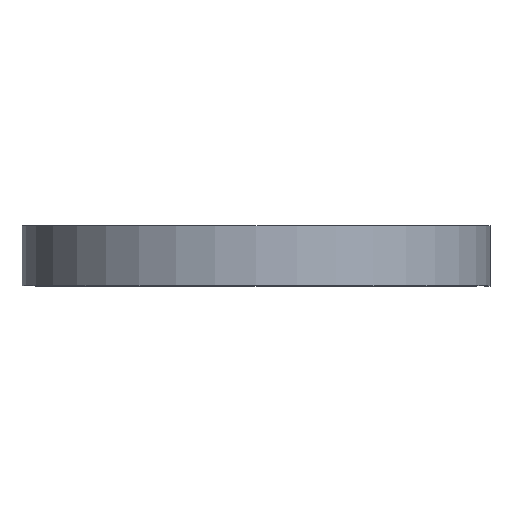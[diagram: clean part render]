
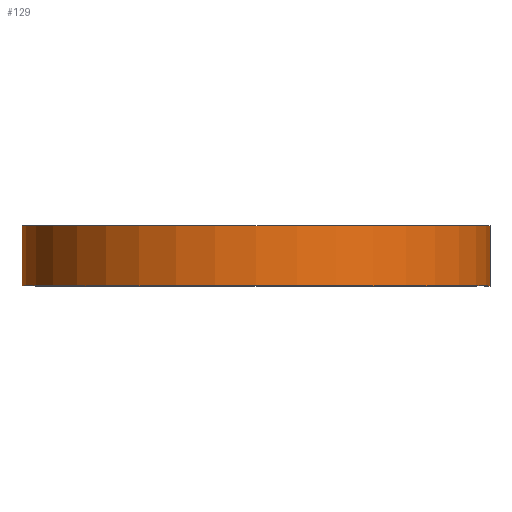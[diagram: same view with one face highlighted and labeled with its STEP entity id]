
A CAD part, top view. The second image highlights one B-rep face of the part: STEP entity #129.
In plain terms, the highlighted cylindrical face has radius 49.632 mm (diameter 99.263 mm), a partial arc.
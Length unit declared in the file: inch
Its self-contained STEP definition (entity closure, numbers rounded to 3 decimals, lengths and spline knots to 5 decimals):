
#9 = DIRECTION ( 'NONE',  ( 1., 0., 0. ) ) ;
#11 = CARTESIAN_POINT ( 'NONE',  ( 1.954, 0.25, 0. ) ) ;
#50 = CARTESIAN_POINT ( 'NONE',  ( 0., 0.25, 0. ) ) ;
#51 = EDGE_CURVE ( 'NONE', #201, #154, #597, .T. ) ;
#84 = DIRECTION ( 'NONE',  ( 1., 0., 0. ) ) ;
#86 = EDGE_CURVE ( 'NONE', #201, #699, #586, .T. ) ;
#102 = EDGE_CURVE ( 'NONE', #154, #689, #584, .T. ) ;
#108 = DIRECTION ( 'NONE',  ( 0., -1., 0. ) ) ;
#111 = AXIS2_PLACEMENT_3D ( 'NONE', #50, #112, #84 ) ;
#112 = DIRECTION ( 'NONE',  ( 0., 1., 0. ) ) ;
#113 = DIRECTION ( 'NONE',  ( 0., 0., -1. ) ) ;
#129 = ADVANCED_FACE ( 'NONE', ( #567 ), #547, .T. ) ;
#154 = VERTEX_POINT ( 'NONE', #244 ) ;
#167 = DIRECTION ( 'NONE',  ( 0., 1., 0. ) ) ;
#170 = VECTOR ( 'NONE', #594, 39.37008 ) ;
#172 = LINE ( 'NONE', #11, #170 ) ;
#198 = CARTESIAN_POINT ( 'NONE',  ( 0., 0.25, 0. ) ) ;
#201 = VERTEX_POINT ( 'NONE', #375 ) ;
#244 = CARTESIAN_POINT ( 'NONE',  ( 0., -0.25, -1.954 ) ) ;
#325 = AXIS2_PLACEMENT_3D ( 'NONE', #677, #167, #9 ) ;
#375 = CARTESIAN_POINT ( 'NONE',  ( 0., 0.25, -1.954 ) ) ;
#419 = AXIS2_PLACEMENT_3D ( 'NONE', #198, #108, #113 ) ;
#423 = CARTESIAN_POINT ( 'NONE',  ( 1.954, -0.25, 0. ) ) ;
#488 = ORIENTED_EDGE ( 'NONE', *, *, #86, .F. ) ;
#491 = ORIENTED_EDGE ( 'NONE', *, *, #510, .F. ) ;
#510 = EDGE_CURVE ( 'NONE', #699, #689, #172, .T. ) ;
#534 = CARTESIAN_POINT ( 'NONE',  ( 1.954, 0.25, 0. ) ) ;
#547 = CYLINDRICAL_SURFACE ( 'NONE', #419, 1.954 ) ;
#567 = FACE_OUTER_BOUND ( 'NONE', #715, .T. ) ;
#576 = CARTESIAN_POINT ( 'NONE',  ( 0., 0.25, -1.954 ) ) ;
#584 = CIRCLE ( 'NONE', #325, 1.954 ) ;
#586 = CIRCLE ( 'NONE', #111, 1.954 ) ;
#591 = VECTOR ( 'NONE', #596, 39.37008 ) ;
#594 = DIRECTION ( 'NONE',  ( 0., -1., 0. ) ) ;
#596 = DIRECTION ( 'NONE',  ( 0., -1., 0. ) ) ;
#597 = LINE ( 'NONE', #576, #591 ) ;
#676 = ORIENTED_EDGE ( 'NONE', *, *, #102, .T. ) ;
#677 = CARTESIAN_POINT ( 'NONE',  ( 0., -0.25, 0. ) ) ;
#689 = VERTEX_POINT ( 'NONE', #423 ) ;
#699 = VERTEX_POINT ( 'NONE', #534 ) ;
#701 = ORIENTED_EDGE ( 'NONE', *, *, #51, .T. ) ;
#715 = EDGE_LOOP ( 'NONE', ( #676, #491, #488, #701 ) ) ;
